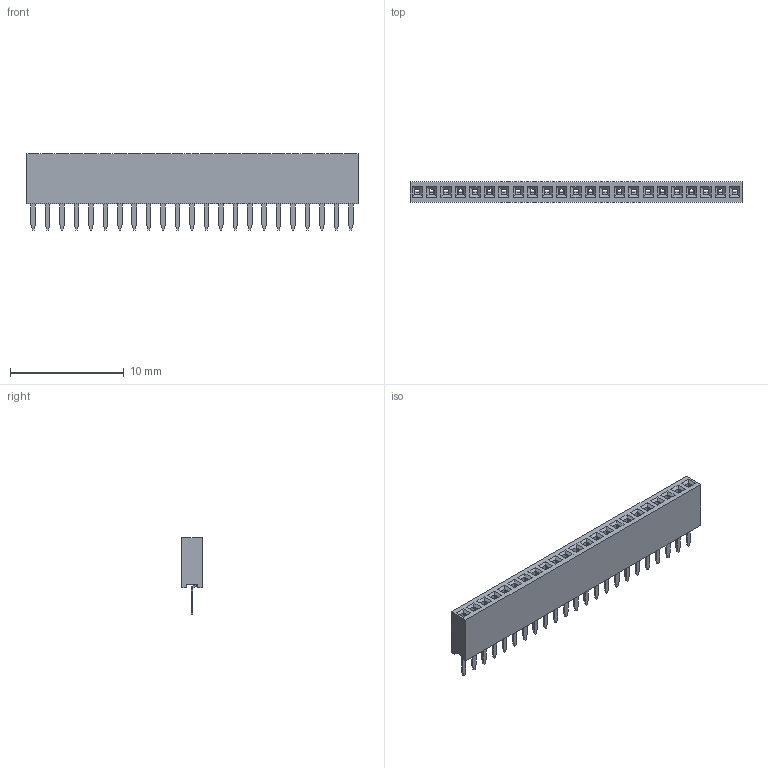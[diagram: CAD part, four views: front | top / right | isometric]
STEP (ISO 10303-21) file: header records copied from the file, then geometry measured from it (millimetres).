
FILE_DESCRIPTION(('STEP AP214'), '1');
FILE_NAME('PBS1.27', '', ('UNSPECIFIED'), ('UNSPECIFIED'), 'ASCON STEP Converter 1.6', 'ASCON Math Kernel', '');
FILE_SCHEMA(('AUTOMOTIVE_DESIGN { 1 0 10303 214 3 1 1}'));
Length unit declared in the file: millimetre
Bounding box: 29.21 x 1.8 x 6.7 mm (x, y, z)
Volume: 165.7 mm3; surface area: 1161.9 mm2
Topology: 24 solids, 24 shells, 1436 faces, 3796 edges, 2408 vertices
Faces by surface type: plane 1229, cylinder 207
Entity records: 55148 total; most frequent: CARTESIAN_POINT 7641, ORIENTED_EDGE 7592, DIRECTION 7084, EDGE_CURVE 3796, LINE 3382, VECTOR 3382, VERTEX_POINT 2408, AXIS2_PLACEMENT_3D 1851
